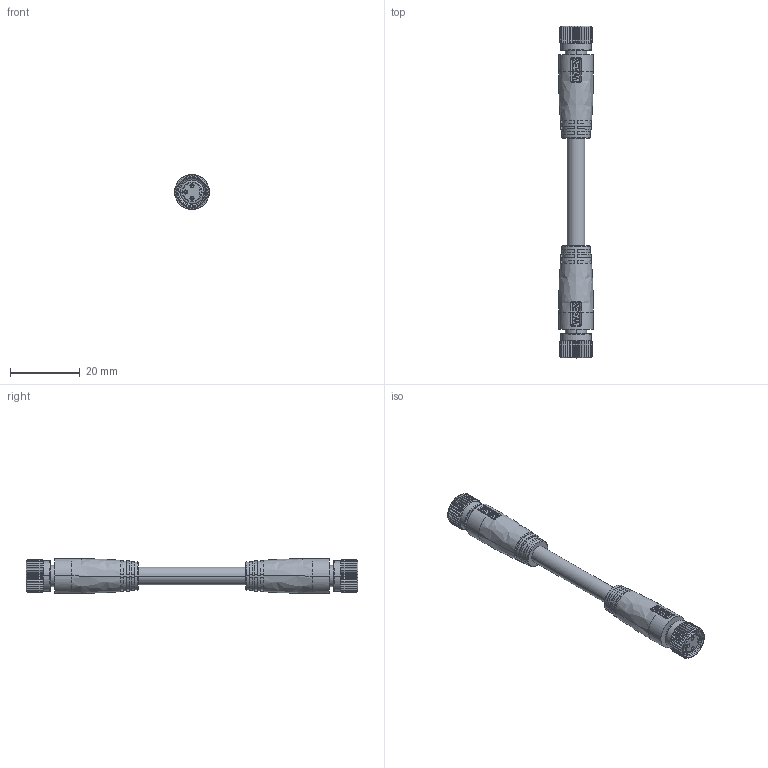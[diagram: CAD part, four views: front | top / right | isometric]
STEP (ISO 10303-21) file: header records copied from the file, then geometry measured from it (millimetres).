
FILE_DESCRIPTION((''),'2;1');
FILE_NAME('F03-F03_SW0001','2020-12-18T',('zq.xu'),(''),'PRO/ENGINEER BY PARAMETRIC TECHNOLOGY CORPORATION, 2012480','PRO/ENGINEER BY PARAMETRIC TECHNOLOGY CORPORATION, 2012480','');
FILE_SCHEMA(('AUTOMOTIVE_DESIGN { 1 0 10303 214 1 1 1 1 }'));
Length unit declared in the file: millimetre
Products named in the file (1): F03-F03_SW0001
Bounding box: 10 x 95.4 x 10 mm (x, y, z)
Volume: 4668.4 mm3; surface area: 4129.3 mm2
Topology: 1 solids, 1 shells, 882 faces, 2381 edges, 1543 vertices
Faces by surface type: plane 462, cylinder 230, bspline 74, cone 69, torus 43, extrusion 4
Entity records: 33708 total; most frequent: CARTESIAN_POINT 12933, ORIENTED_EDGE 4738, DIRECTION 3787, EDGE_CURVE 2369, VERTEX_POINT 1543, AXIS2_PLACEMENT_3D 1476, EDGE_LOOP 936, FACE_OUTER_BOUND 882
